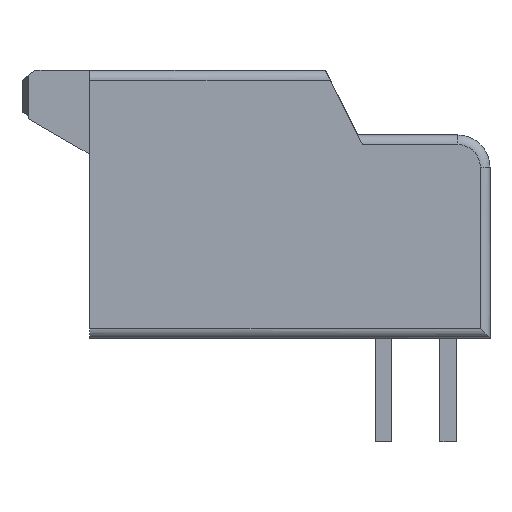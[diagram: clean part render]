
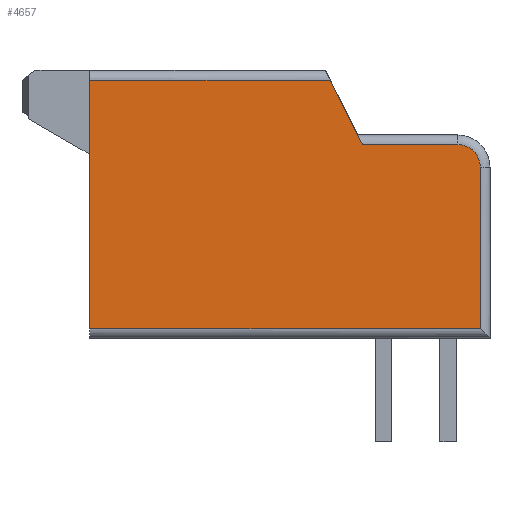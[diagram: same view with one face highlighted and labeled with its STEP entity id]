
A CAD part, left-side view. The second image highlights one B-rep face of the part: STEP entity #4657.
In plain terms, the highlighted planar face has unit normal (-1, 0, 0).
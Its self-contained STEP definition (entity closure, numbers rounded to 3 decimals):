
#54=DIRECTION('',(0.,0.447,0.894));
#55=VECTOR('',#54,2.236);
#56=CARTESIAN_POINT('',(-10.,-6.125,2.1));
#57=LINE('',#56,#55);
#64=CARTESIAN_POINT('',(-10.,-5.125,4.1));
#689=DIRECTION('',(0.,1.,0.));
#690=VECTOR('',#689,7.45);
#691=CARTESIAN_POINT('',(-10.,-5.125,4.1));
#692=LINE('',#691,#690);
#693=DIRECTION('',(0.,1.,0.));
#694=VECTOR('',#693,2.95);
#695=CARTESIAN_POINT('',(-10.,-9.075,2.1));
#696=LINE('',#695,#694);
#697=CARTESIAN_POINT('',(-10.,-9.075,1.4));
#698=DIRECTION('',(-1.,0.,0.));
#699=DIRECTION('',(0.,-1.,0.));
#700=AXIS2_PLACEMENT_3D('',#697,#698,#699);
#702=DIRECTION('',(0.,0.,1.));
#703=VECTOR('',#702,5.);
#704=CARTESIAN_POINT('',(-10.,-9.775,-3.6));
#705=LINE('',#704,#703);
#706=DIRECTION('',(0.,-1.,0.));
#707=VECTOR('',#706,12.1);
#708=CARTESIAN_POINT('',(-10.,2.325,-3.6));
#709=LINE('',#708,#707);
#710=DIRECTION('',(0.,0.,-1.));
#711=VECTOR('',#710,7.7);
#712=CARTESIAN_POINT('',(-10.,2.325,4.1));
#713=LINE('',#712,#711);
#3083=CARTESIAN_POINT('',(-10.,2.325,4.1));
#3085=VERTEX_POINT('',#3083);
#3089=VERTEX_POINT('',#64);
#3094=CARTESIAN_POINT('',(-10.,-9.075,2.1));
#3095=CARTESIAN_POINT('',(-10.,-6.125,2.1));
#3096=VERTEX_POINT('',#3094);
#3097=VERTEX_POINT('',#3095);
#3098=CARTESIAN_POINT('',(-10.,-9.775,1.4));
#3099=VERTEX_POINT('',#3098);
#3102=CARTESIAN_POINT('',(-10.,-9.775,-3.6));
#3103=VERTEX_POINT('',#3102);
#3107=CARTESIAN_POINT('',(-10.,2.325,-3.6));
#3109=VERTEX_POINT('',#3107);
#4641=CARTESIAN_POINT('',(-10.,2.325,0.));
#4642=DIRECTION('',(-1.,0.,0.));
#4643=DIRECTION('',(0.,0.,-1.));
#4644=AXIS2_PLACEMENT_3D('',#4641,#4642,#4643);
#4645=PLANE('',#4644);
#4646=ORIENTED_EDGE('',*,*,#3953,.F.);
#4647=ORIENTED_EDGE('',*,*,#3834,.F.);
#4648=ORIENTED_EDGE('',*,*,#4620,.F.);
#4649=ORIENTED_EDGE('',*,*,#4631,.F.);
#4651=ORIENTED_EDGE('',*,*,#4650,.F.);
#4653=ORIENTED_EDGE('',*,*,#4652,.F.);
#4654=ORIENTED_EDGE('',*,*,#3969,.F.);
#4655=EDGE_LOOP('',(#4646,#4647,#4648,#4649,#4651,#4653,#4654));
#4656=FACE_OUTER_BOUND('',#4655,.F.);
#4657=ADVANCED_FACE('',(#4656),#4645,.T.);
#701=CIRCLE('',#700,0.7);
#3834=EDGE_CURVE('',#3097,#3089,#57,.T.);
#3953=EDGE_CURVE('',#3089,#3085,#692,.T.);
#3969=EDGE_CURVE('',#3085,#3109,#713,.T.);
#4620=EDGE_CURVE('',#3096,#3097,#696,.T.);
#4631=EDGE_CURVE('',#3099,#3096,#701,.T.);
#4650=EDGE_CURVE('',#3103,#3099,#705,.T.);
#4652=EDGE_CURVE('',#3109,#3103,#709,.T.);
